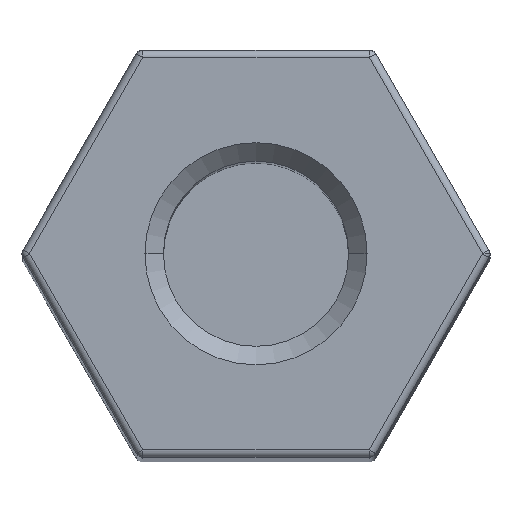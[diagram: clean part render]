
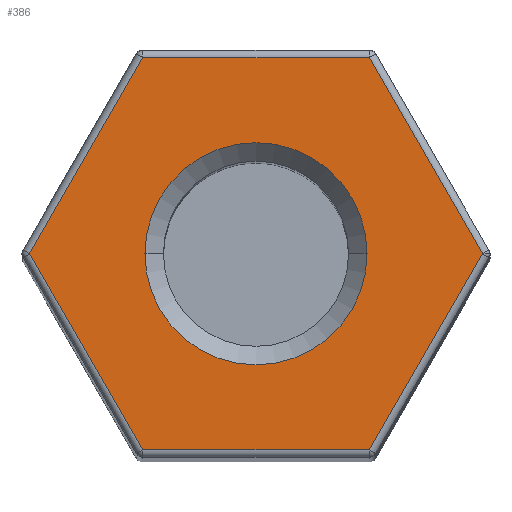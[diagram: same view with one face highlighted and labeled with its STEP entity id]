
A CAD part, top view. The second image highlights one B-rep face of the part: STEP entity #386.
In plain terms, the highlighted planar face has unit normal (0, 0, 1).
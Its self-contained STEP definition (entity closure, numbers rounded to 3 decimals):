
#18 = VECTOR ( 'NONE', #829, 1000. ) ;
#38 = FACE_BOUND ( 'NONE', #554, .T. ) ;
#44 = ORIENTED_EDGE ( 'NONE', *, *, #1174, .T. ) ;
#46 = CARTESIAN_POINT ( 'NONE',  ( 3.089, 0.05, 35. ) ) ;
#56 = VERTEX_POINT ( 'NONE', #1377 ) ;
#149 = VERTEX_POINT ( 'NONE', #1258 ) ;
#160 = DIRECTION ( 'NONE',  ( 0.5, 0.866, 0. ) ) ;
#163 = CARTESIAN_POINT ( 'NONE',  ( 1.5, 0., 35. ) ) ;
#166 = VERTEX_POINT ( 'NONE', #1257 ) ;
#198 = AXIS2_PLACEMENT_3D ( 'NONE', #640, #1336, #742 ) ;
#212 = CARTESIAN_POINT ( 'NONE',  ( 1.53, 2.65, 35. ) ) ;
#225 = CARTESIAN_POINT ( 'NONE',  ( 3.06, 0., 35. ) ) ;
#228 = DIRECTION ( 'NONE',  ( 0., 0., -1. ) ) ;
#261 = CIRCLE ( 'NONE', #198, 1.5 ) ;
#264 = AXIS2_PLACEMENT_3D ( 'NONE', #888, #228, #990 ) ;
#284 = DIRECTION ( 'NONE',  ( -0.5, -0.866, 0. ) ) ;
#292 = VECTOR ( 'NONE', #1243, 1000. ) ;
#293 = CIRCLE ( 'NONE', #264, 1.5 ) ;
#334 = LINE ( 'NONE', #924, #1106 ) ;
#355 = CARTESIAN_POINT ( 'NONE',  ( -1.53, -2.65, 35. ) ) ;
#386 = ADVANCED_FACE ( 'NONE', ( #633, #38 ), #894, .T. ) ;
#416 = EDGE_LOOP ( 'NONE', ( #44, #969, #606, #1200, #1057, #778 ) ) ;
#547 = AXIS2_PLACEMENT_3D ( 'NONE', #902, #906, #889 ) ;
#554 = EDGE_LOOP ( 'NONE', ( #1334, #571 ) ) ;
#571 = ORIENTED_EDGE ( 'NONE', *, *, #1193, .T. ) ;
#578 = VECTOR ( 'NONE', #160, 1000. ) ;
#606 = ORIENTED_EDGE ( 'NONE', *, *, #1184, .T. ) ;
#633 = FACE_OUTER_BOUND ( 'NONE', #416, .T. ) ;
#637 = DIRECTION ( 'NONE',  ( 1., 0., 0. ) ) ;
#640 = CARTESIAN_POINT ( 'NONE',  ( 0., 0., 35. ) ) ;
#735 = CARTESIAN_POINT ( 'NONE',  ( -1.588, 2.65, 35. ) ) ;
#738 = LINE ( 'NONE', #735, #18 ) ;
#742 = DIRECTION ( 'NONE',  ( 1., 0., 0. ) ) ;
#778 = ORIENTED_EDGE ( 'NONE', *, *, #1191, .T. ) ;
#806 = VERTEX_POINT ( 'NONE', #225 ) ;
#829 = DIRECTION ( 'NONE',  ( -1., 0., 0. ) ) ;
#831 = VERTEX_POINT ( 'NONE', #163 ) ;
#842 = LINE ( 'NONE', #941, #1340 ) ;
#847 = VERTEX_POINT ( 'NONE', #212 ) ;
#868 = CARTESIAN_POINT ( 'NONE',  ( -3.06, 0., 35. ) ) ;
#871 = VECTOR ( 'NONE', #284, 1000. ) ;
#888 = CARTESIAN_POINT ( 'NONE',  ( 0., 0., 35. ) ) ;
#889 = DIRECTION ( 'NONE',  ( 1., 0., 0. ) ) ;
#894 = PLANE ( 'NONE',  #547 ) ;
#902 = CARTESIAN_POINT ( 'NONE',  ( 3.175, 0., 35. ) ) ;
#906 = DIRECTION ( 'NONE',  ( 0., 0., 1. ) ) ;
#924 = CARTESIAN_POINT ( 'NONE',  ( 1.588, -2.65, 35. ) ) ;
#932 = CARTESIAN_POINT ( 'NONE',  ( -3.089, -0.05, 35. ) ) ;
#934 = EDGE_CURVE ( 'NONE', #831, #149, #293, .T. ) ;
#941 = CARTESIAN_POINT ( 'NONE',  ( 1.501, 2.7, 35. ) ) ;
#969 = ORIENTED_EDGE ( 'NONE', *, *, #1177, .T. ) ;
#977 = VERTEX_POINT ( 'NONE', #355 ) ;
#990 = DIRECTION ( 'NONE',  ( 1., 0., 0. ) ) ;
#1027 = DIRECTION ( 'NONE',  ( -0.5, 0.866, 0. ) ) ;
#1057 = ORIENTED_EDGE ( 'NONE', *, *, #1188, .T. ) ;
#1106 = VECTOR ( 'NONE', #637, 1000. ) ;
#1136 = CARTESIAN_POINT ( 'NONE',  ( -1.501, -2.7, 35. ) ) ;
#1146 = LINE ( 'NONE', #1136, #292 ) ;
#1174 = EDGE_CURVE ( 'NONE', #847, #56, #738, .T. ) ;
#1177 = EDGE_CURVE ( 'NONE', #56, #1355, #1277, .T. ) ;
#1184 = EDGE_CURVE ( 'NONE', #1355, #977, #1146, .T. ) ;
#1186 = EDGE_CURVE ( 'NONE', #977, #166, #334, .T. ) ;
#1188 = EDGE_CURVE ( 'NONE', #166, #806, #1365, .T. ) ;
#1191 = EDGE_CURVE ( 'NONE', #806, #847, #842, .T. ) ;
#1193 = EDGE_CURVE ( 'NONE', #149, #831, #261, .T. ) ;
#1200 = ORIENTED_EDGE ( 'NONE', *, *, #1186, .T. ) ;
#1243 = DIRECTION ( 'NONE',  ( 0.5, -0.866, 0. ) ) ;
#1257 = CARTESIAN_POINT ( 'NONE',  ( 1.53, -2.65, 35. ) ) ;
#1258 = CARTESIAN_POINT ( 'NONE',  ( -1.5, 0., 35. ) ) ;
#1277 = LINE ( 'NONE', #932, #871 ) ;
#1334 = ORIENTED_EDGE ( 'NONE', *, *, #934, .T. ) ;
#1336 = DIRECTION ( 'NONE',  ( 0., 0., -1. ) ) ;
#1340 = VECTOR ( 'NONE', #1027, 1000. ) ;
#1355 = VERTEX_POINT ( 'NONE', #868 ) ;
#1365 = LINE ( 'NONE', #46, #578 ) ;
#1377 = CARTESIAN_POINT ( 'NONE',  ( -1.53, 2.65, 35. ) ) ;
